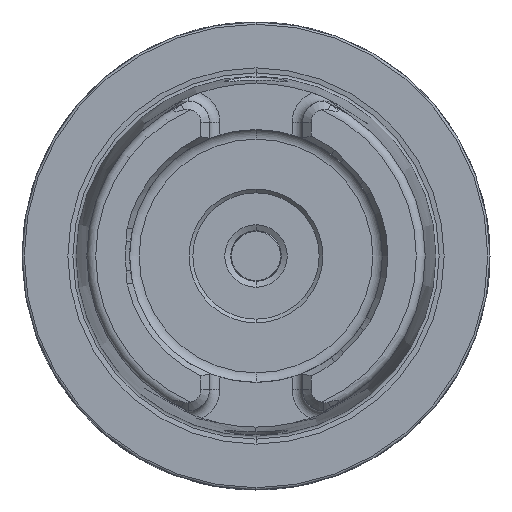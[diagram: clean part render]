
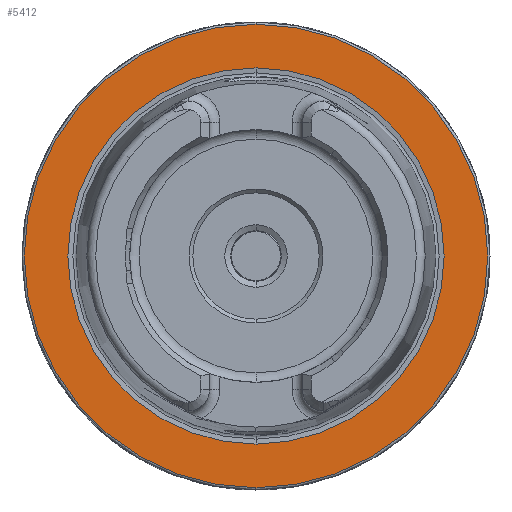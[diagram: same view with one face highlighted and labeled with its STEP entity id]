
A CAD part, left-side view. The second image highlights one B-rep face of the part: STEP entity #5412.
In plain terms, the highlighted planar face has unit normal (-1, 0, 0).
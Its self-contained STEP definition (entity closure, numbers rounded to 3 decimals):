
#154 = ORIENTED_EDGE ( 'NONE', *, *, #8618, .F. ) ;
#404 = CARTESIAN_POINT ( 'NONE',  ( 0., 0., 0. ) ) ;
#675 = DIRECTION ( 'NONE',  ( -1., 0., 0. ) ) ;
#1395 = DIRECTION ( 'NONE',  ( 0., 0., 1. ) ) ;
#1683 = AXIS2_PLACEMENT_3D ( 'NONE', #11459, #11426, #11346 ) ;
#1965 = VERTEX_POINT ( 'NONE', #9066 ) ;
#2090 = CARTESIAN_POINT ( 'NONE',  ( 0., 0., 25.324 ) ) ;
#2597 = DIRECTION ( 'NONE',  ( -1., 0., 0. ) ) ;
#3417 = CARTESIAN_POINT ( 'NONE',  ( 0., 0., -31.2 ) ) ;
#3550 = DIRECTION ( 'NONE',  ( 0., 0., 1. ) ) ;
#5002 = FACE_BOUND ( 'NONE', #9412, .T. ) ;
#5005 = VERTEX_POINT ( 'NONE', #3417 ) ;
#5157 = VERTEX_POINT ( 'NONE', #7466 ) ;
#5412 = ADVANCED_FACE ( 'NONE', ( #5002, #12359 ), #12482, .F. ) ;
#5737 = EDGE_CURVE ( 'NONE', #5157, #11191, #9999, .T. ) ;
#6143 = AXIS2_PLACEMENT_3D ( 'NONE', #8359, #675, #3550 ) ;
#6434 = CARTESIAN_POINT ( 'NONE',  ( 0., 0., 0. ) ) ;
#6610 = EDGE_CURVE ( 'NONE', #1965, #5005, #11322, .T. ) ;
#6625 = DIRECTION ( 'NONE',  ( 0., 0., 1. ) ) ;
#6664 = ORIENTED_EDGE ( 'NONE', *, *, #11344, .T. ) ;
#6776 = AXIS2_PLACEMENT_3D ( 'NONE', #404, #7212, #1395 ) ;
#7212 = DIRECTION ( 'NONE',  ( -1., 0., 0. ) ) ;
#7466 = CARTESIAN_POINT ( 'NONE',  ( 0., 0., -25.324 ) ) ;
#7701 = ORIENTED_EDGE ( 'NONE', *, *, #5737, .F. ) ;
#8018 = CIRCLE ( 'NONE', #8377, 25.324 ) ;
#8359 = CARTESIAN_POINT ( 'NONE',  ( 0., 0., 0. ) ) ;
#8377 = AXIS2_PLACEMENT_3D ( 'NONE', #8414, #2597, #9379 ) ;
#8414 = CARTESIAN_POINT ( 'NONE',  ( 0., 0., 0. ) ) ;
#8461 = ORIENTED_EDGE ( 'NONE', *, *, #6610, .T. ) ;
#8618 = EDGE_CURVE ( 'NONE', #11191, #5157, #8018, .T. ) ;
#9066 = CARTESIAN_POINT ( 'NONE',  ( 0., 0., 31.2 ) ) ;
#9331 = CIRCLE ( 'NONE', #6776, 31.2 ) ;
#9379 = DIRECTION ( 'NONE',  ( 0., 0., 1. ) ) ;
#9412 = EDGE_LOOP ( 'NONE', ( #154, #7701 ) ) ;
#9625 = DIRECTION ( 'NONE',  ( -1., 0., 0. ) ) ;
#9999 = CIRCLE ( 'NONE', #10119, 25.324 ) ;
#10119 = AXIS2_PLACEMENT_3D ( 'NONE', #6434, #9625, #6625 ) ;
#11191 = VERTEX_POINT ( 'NONE', #2090 ) ;
#11322 = CIRCLE ( 'NONE', #6143, 31.2 ) ;
#11344 = EDGE_CURVE ( 'NONE', #5005, #1965, #9331, .T. ) ;
#11346 = DIRECTION ( 'NONE',  ( 0., 0., -1. ) ) ;
#11426 = DIRECTION ( 'NONE',  ( 1., 0., 0. ) ) ;
#11459 = CARTESIAN_POINT ( 'NONE',  ( 0., 31.2, 0. ) ) ;
#11698 = EDGE_LOOP ( 'NONE', ( #8461, #6664 ) ) ;
#12359 = FACE_OUTER_BOUND ( 'NONE', #11698, .T. ) ;
#12482 = PLANE ( 'NONE',  #1683 ) ;
